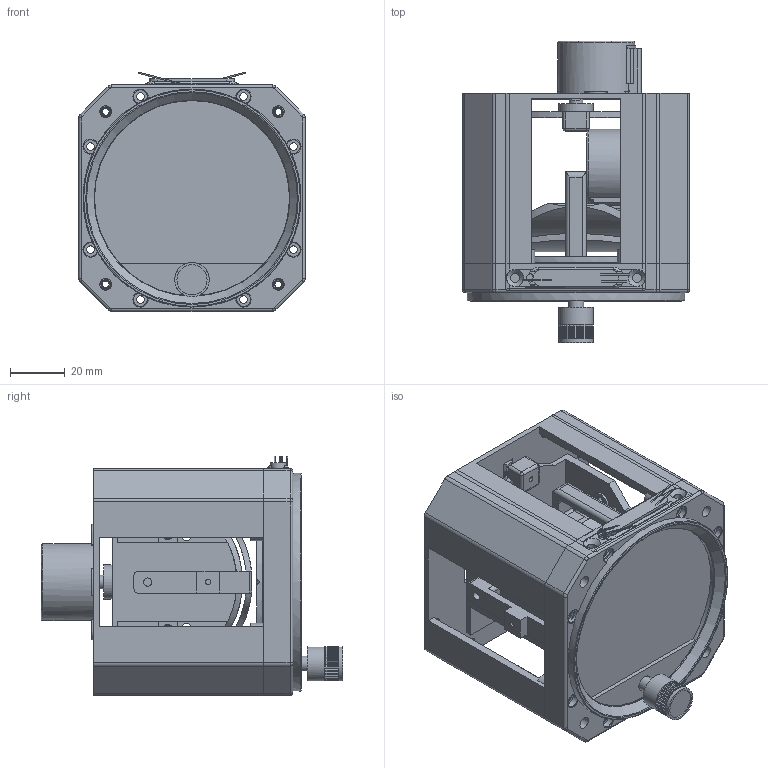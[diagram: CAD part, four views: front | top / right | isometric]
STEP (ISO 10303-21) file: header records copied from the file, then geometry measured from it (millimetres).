
FILE_DESCRIPTION(/* description */ (''),/* implementation_level */ '2;1');
FILE_NAME(/* name */ 'Attitude Indicator v47.step',/* time_stamp */ '2023-06-02T10:47:59-06:00',/* author */ (''),/* organization */ (''),/* preprocessor_version */ 'ST-DEVELOPER v19.2',/* originating_system */ 'Autodesk Translation Framework v12.6.0.85',/* authorisation */ '');
FILE_SCHEMA (('AUTOMOTIVE_DESIGN { 1 0 10303 214 3 1 1 }'));
Products named in the file (23): Attitude Indicator; Bezel LED and Glass MS33638C v31; Glass; -REMOVED- Lil Notch Seal; Bezel; TOP LEDS; LED D5 - White-Clear v1; LED D5 - White-Clear v1(Mirror); TOP Bezel LED Holder; Lil Attitude Guppy; Lil Plane; Gear; Knob; Cover Thyself; Backing plate; Electronics; 28BYJ-48; Hall Effect Sensor SS494B; 91813A130_Mil. Spec. Low-Strength Steel Hex Nut; Cage; Roll Cover; Structure Part; Pitch Arm (Doohicky)
Assembly tree (26 placements, depth 4):
  Attitude Indicator
    Bezel LED and Glass MS33638C v31
      Glass
      -REMOVED- Lil Notch Seal
      Bezel
      TOP LEDS
        LED D5 - White-Clear v1
        LED D5 - White-Clear v1(Mirror)
      TOP Bezel LED Holder
      Lil Attitude Guppy
      Lil Plane
      Gear
      Knob
      Cover Thyself
    Backing plate
    Electronics
      28BYJ-48  x2
      Hall Effect Sensor SS494B
      91813A130_Mil. Spec. Low-Strength Steel Hex Nut  x4
    Cage
      Roll Cover
      Structure Part
      Pitch Arm (Doohicky)
Bounding box: 82.56 x 109.8 x 87.37 mm (x, y, z)
Volume: 157274.8 mm3; surface area: 141611.1 mm2
Topology: 69 solids, 69 shells, 3475 faces, 9386 edges, 6142 vertices
Faces by surface type: plane 1949, cylinder 907, bspline 247, torus 235, cone 125, sphere 12
Full cylindrical faces by diameter (mm): 0.01 x12, 0.8 x6, 0.85 x12, 0.9 x26, 0.95 x6, 1 x20, 1.05 x2, 1.25 x7, 1.4 x16, 1.45 x6, 1.5 x6, 1.55 x8, 1.6 x24, 1.7 x2, 2 x2, 2.2 x6, 2.3 x4, 2.474 x4, 2.8 x18, 2.9 x4, 3 x3, 3.2 x6, 3.5 x2, 3.505 x12, 3.6 x2, 4 x4, 4.15 x2, 4.318 x12, 4.6 x2, 4.92 x2
Entity records: 85051 total; most frequent: CARTESIAN_POINT 19488, ORIENTED_EDGE 13530, DIRECTION 13028, EDGE_CURVE 6765, VERTEX_POINT 4440, AXIS2_PLACEMENT_3D 4345, LINE 4338, VECTOR 4338
